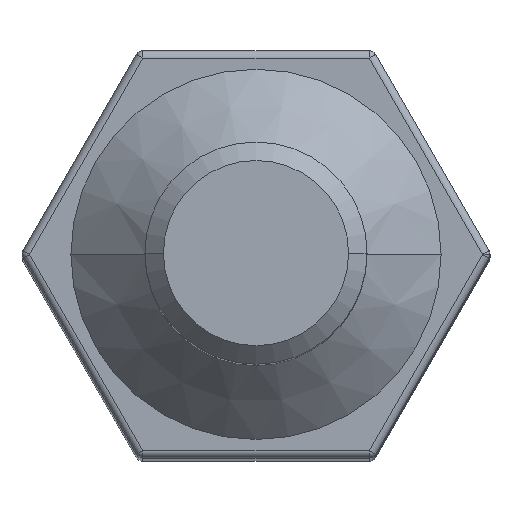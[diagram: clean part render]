
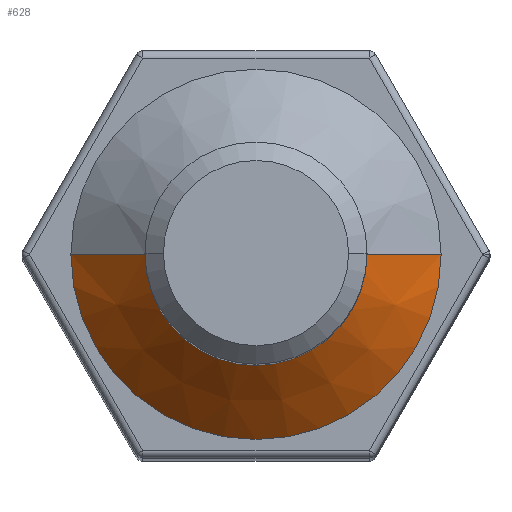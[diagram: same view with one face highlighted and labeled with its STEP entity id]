
A CAD part, top view. The second image highlights one B-rep face of the part: STEP entity #628.
In plain terms, the highlighted conical face has half-angle 45 degrees and reference radius 1.5 mm.
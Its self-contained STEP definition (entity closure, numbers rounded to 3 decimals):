
#11 = CIRCLE ( 'NONE', #1240, 2.5 ) ;
#21 = DIRECTION ( 'NONE',  ( -1., 0., 0. ) ) ;
#32 = DIRECTION ( 'NONE',  ( -1., 0., 0. ) ) ;
#119 = EDGE_CURVE ( 'NONE', #750, #235, #304, .T. ) ;
#235 = VERTEX_POINT ( 'NONE', #593 ) ;
#260 = EDGE_CURVE ( 'NONE', #715, #559, #960, .T. ) ;
#282 = VECTOR ( 'NONE', #1292, 1000. ) ;
#304 = LINE ( 'NONE', #931, #282 ) ;
#316 = CONICAL_SURFACE ( 'NONE', #474, 1.5, 0.785 ) ;
#378 = DIRECTION ( 'NONE',  ( -0.707, 0., -0.707 ) ) ;
#381 = CARTESIAN_POINT ( 'NONE',  ( -1.5, 0., 1. ) ) ;
#427 = FACE_OUTER_BOUND ( 'NONE', #514, .T. ) ;
#451 = EDGE_CURVE ( 'NONE', #235, #559, #11, .T. ) ;
#474 = AXIS2_PLACEMENT_3D ( 'NONE', #939, #1345, #1038 ) ;
#492 = CARTESIAN_POINT ( 'NONE',  ( -2.5, 0., 0. ) ) ;
#503 = EDGE_CURVE ( 'NONE', #750, #715, #1411, .T. ) ;
#514 = EDGE_LOOP ( 'NONE', ( #1093, #1096, #1097, #1112 ) ) ;
#559 = VERTEX_POINT ( 'NONE', #492 ) ;
#593 = CARTESIAN_POINT ( 'NONE',  ( 2.5, 0., 0. ) ) ;
#628 = ADVANCED_FACE ( 'NONE', ( #427 ), #316, .T. ) ;
#715 = VERTEX_POINT ( 'NONE', #1427 ) ;
#750 = VERTEX_POINT ( 'NONE', #1163 ) ;
#819 = AXIS2_PLACEMENT_3D ( 'NONE', #1378, #895, #32 ) ;
#881 = DIRECTION ( 'NONE',  ( 0., 0., -1. ) ) ;
#895 = DIRECTION ( 'NONE',  ( 0., 0., -1. ) ) ;
#931 = CARTESIAN_POINT ( 'NONE',  ( 1.5, 0., 1. ) ) ;
#939 = CARTESIAN_POINT ( 'NONE',  ( 0., 0., 1. ) ) ;
#960 = LINE ( 'NONE', #381, #989 ) ;
#989 = VECTOR ( 'NONE', #378, 1000. ) ;
#1038 = DIRECTION ( 'NONE',  ( -1., 0., 0. ) ) ;
#1093 = ORIENTED_EDGE ( 'NONE', *, *, #119, .F. ) ;
#1096 = ORIENTED_EDGE ( 'NONE', *, *, #503, .T. ) ;
#1097 = ORIENTED_EDGE ( 'NONE', *, *, #260, .T. ) ;
#1112 = ORIENTED_EDGE ( 'NONE', *, *, #451, .F. ) ;
#1163 = CARTESIAN_POINT ( 'NONE',  ( 1.5, 0., 1. ) ) ;
#1240 = AXIS2_PLACEMENT_3D ( 'NONE', #1373, #881, #21 ) ;
#1292 = DIRECTION ( 'NONE',  ( 0.707, 0., -0.707 ) ) ;
#1345 = DIRECTION ( 'NONE',  ( 0., 0., -1. ) ) ;
#1373 = CARTESIAN_POINT ( 'NONE',  ( 0., 0., 0. ) ) ;
#1378 = CARTESIAN_POINT ( 'NONE',  ( 0., 0., 1. ) ) ;
#1411 = CIRCLE ( 'NONE', #819, 1.5 ) ;
#1427 = CARTESIAN_POINT ( 'NONE',  ( -1.5, 0., 1. ) ) ;
